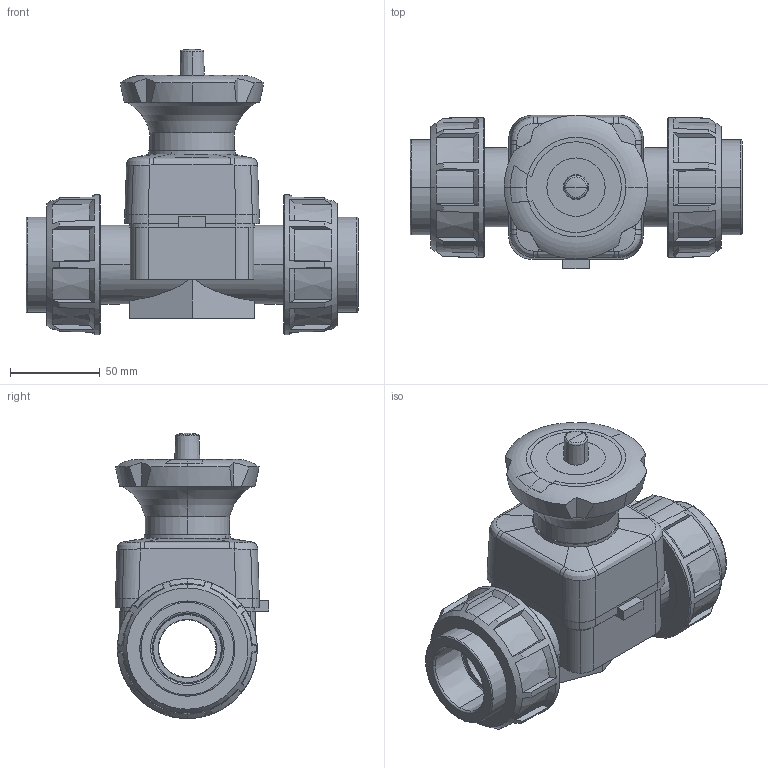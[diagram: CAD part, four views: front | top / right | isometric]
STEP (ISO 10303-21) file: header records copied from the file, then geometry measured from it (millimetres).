
FILE_DESCRIPTION(('STEP AP214'),'1');
FILE_NAME('dkuim040e.stp','2017-04-07T15:35:12',('TraceParts'),('TraceParts S.A.'),'Spatial InterOp 3D',' ',' ');
FILE_SCHEMA(('automotive_design'));
Length unit declared in the file: millimetre
Products named in the file (8): dkuim040e_1; dkuim040e_2; dkuim040e_3; dkuim040e_4; dkuim040e_5; dkuim040e_6; dkuim040e_7; dkuim040e_8
Bounding box: 185 x 85.4 x 158.99 mm (x, y, z)
Volume: 742310.7 mm3; surface area: 146579.6 mm2
Topology: 8 solids, 8 shells, 338 faces, 885 edges, 573 vertices
Faces by surface type: plane 127, cylinder 85, cone 72, torus 28, bspline 26
Entity records: 14869 total; most frequent: CARTESIAN_POINT 3890, ORIENTED_EDGE 1766, DIRECTION 1704, EDGE_CURVE 883, AXIS2_PLACEMENT_3D 731, VERTEX_POINT 573, CIRCLE 387, EDGE_LOOP 360
